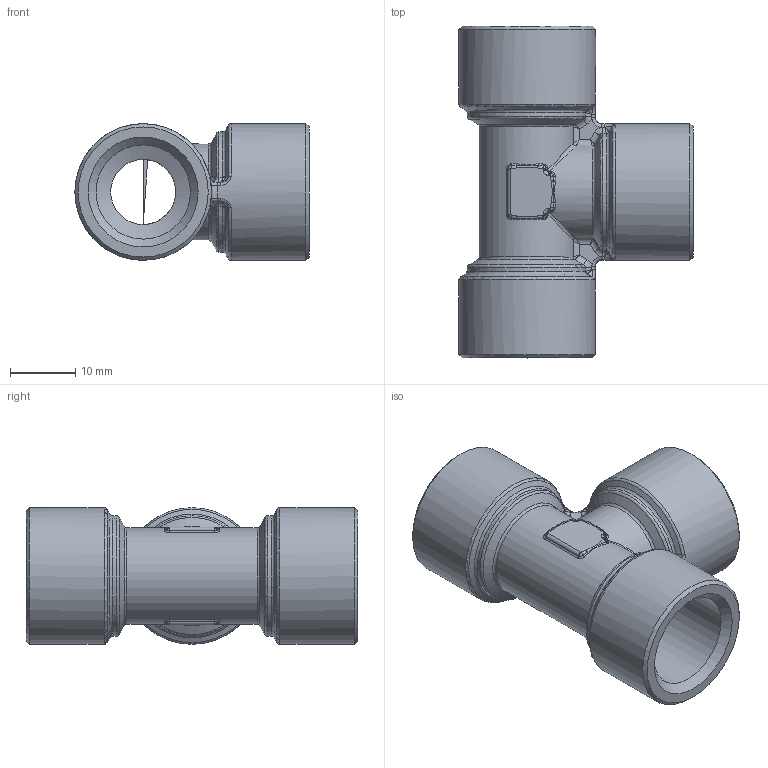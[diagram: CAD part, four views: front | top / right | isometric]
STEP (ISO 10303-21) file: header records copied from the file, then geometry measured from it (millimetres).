
FILE_DESCRIPTION(( 'RAF.23.M16X1.5.M16X1.5.stp' ), '1');
FILE_NAME( 'RAF.23.M16X1.5.M16X1.5.stp', '2021-02-19T15:58:33',( 'Sopra'),('sopra-pneumatic.com'), 'SwSTEP 2.0','SolidWorks 2009','' );
FILE_SCHEMA( ( 'CONFIG_CONTROL_DESIGN' ) );
Length unit declared in the file: millimetre
Products named in the file (1): <00C-0187>-<Raccordo10>
Bounding box: 36 x 51 x 21 mm (x, y, z)
Volume: 10384.2 mm3; surface area: 7497.3 mm2
Topology: 1 solids, 1 shells, 293 faces, 692 edges, 376 vertices
Faces by surface type: bspline 134, cylinder 75, torus 32, plane 19, cone 17, sphere 16
Full cylindrical faces by diameter (mm): 10 x2, 14.5 x3, 21 x3
Entity records: 11697 total; most frequent: CARTESIAN_POINT 6104, ORIENTED_EDGE 1294, DIRECTION 968, EDGE_CURVE 647, AXIS2_PLACEMENT_3D 430, VERTEX_POINT 373, EDGE_LOOP 314, FACE_OUTER_BOUND 301
